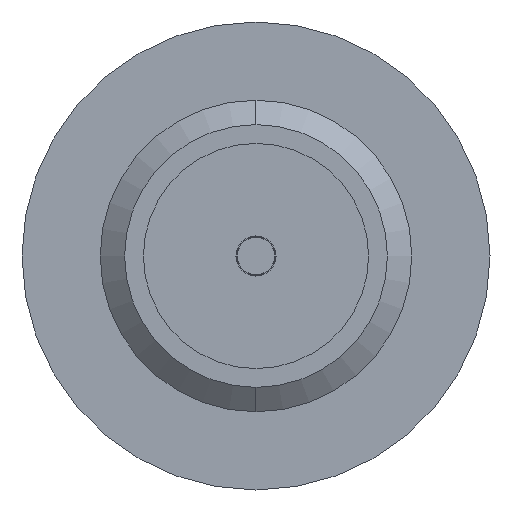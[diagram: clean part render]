
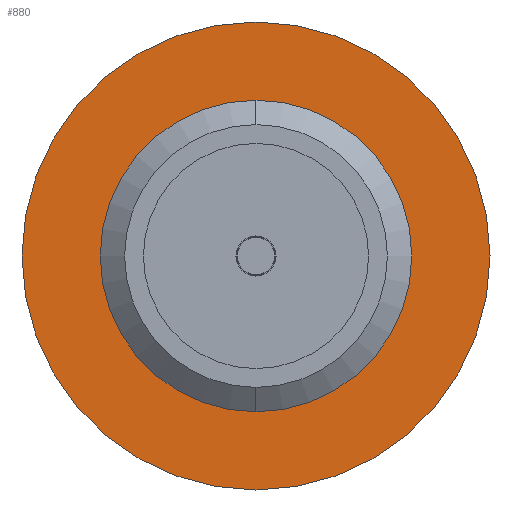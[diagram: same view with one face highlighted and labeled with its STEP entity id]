
A CAD part, left-side view. The second image highlights one B-rep face of the part: STEP entity #880.
In plain terms, the highlighted planar face has unit normal (-1, 0, 0).
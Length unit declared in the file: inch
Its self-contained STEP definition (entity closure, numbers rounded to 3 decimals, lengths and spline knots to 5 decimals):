
#215 = EDGE_CURVE ( 'NONE', #266, #265, #1140, .T. ) ;
#216 = VERTEX_POINT ( 'NONE', #1141 ) ;
#218 = VERTEX_POINT ( 'NONE', #1183 ) ;
#265 = VERTEX_POINT ( 'NONE', #1330 ) ;
#266 = VERTEX_POINT ( 'NONE', #1247 ) ;
#281 = EDGE_CURVE ( 'NONE', #218, #216, #1321, .T. ) ;
#655 = ORIENTED_EDGE ( 'NONE', *, *, #670, .F. ) ;
#657 = ORIENTED_EDGE ( 'NONE', *, *, #281, .F. ) ;
#669 = ORIENTED_EDGE ( 'NONE', *, *, #893, .F. ) ;
#670 = EDGE_CURVE ( 'NONE', #216, #218, #2008, .T. ) ;
#727 = EDGE_LOOP ( 'NONE', ( #669, #894 ) ) ;
#838 = EDGE_LOOP ( 'NONE', ( #655, #657 ) ) ;
#880 = ADVANCED_FACE ( 'NONE', ( #2132, #1981 ), #2133, .F. ) ;
#893 = EDGE_CURVE ( 'NONE', #265, #266, #2177, .T. ) ;
#894 = ORIENTED_EDGE ( 'NONE', *, *, #215, .F. ) ;
#1140 = CIRCLE ( 'NONE', #1144, 0.105 ) ;
#1141 = CARTESIAN_POINT ( 'NONE',  ( 0., 0., 0.187 ) ) ;
#1144 = AXIS2_PLACEMENT_3D ( 'NONE', #1186, #1185, #1184 ) ;
#1183 = CARTESIAN_POINT ( 'NONE',  ( 0., 0., -0.187 ) ) ;
#1184 = DIRECTION ( 'NONE',  ( 0., 0., -1. ) ) ;
#1185 = DIRECTION ( 'NONE',  ( -1., 0., 0. ) ) ;
#1186 = CARTESIAN_POINT ( 'NONE',  ( 0., 0., 0. ) ) ;
#1237 = DIRECTION ( 'NONE',  ( 0., 0., -1. ) ) ;
#1238 = DIRECTION ( 'NONE',  ( 1., 0., 0. ) ) ;
#1239 = CARTESIAN_POINT ( 'NONE',  ( 0., 0., 0. ) ) ;
#1242 = AXIS2_PLACEMENT_3D ( 'NONE', #1239, #1238, #1237 ) ;
#1247 = CARTESIAN_POINT ( 'NONE',  ( 0., 0., 0.105 ) ) ;
#1321 = CIRCLE ( 'NONE', #1242, 0.187 ) ;
#1330 = CARTESIAN_POINT ( 'NONE',  ( 0., 0., -0.105 ) ) ;
#1981 = FACE_BOUND ( 'NONE', #727, .T. ) ;
#2008 = CIRCLE ( 'NONE', #2016, 0.187 ) ;
#2015 = CARTESIAN_POINT ( 'NONE',  ( 0., 0., 0. ) ) ;
#2016 = AXIS2_PLACEMENT_3D ( 'NONE', #2015, #2089, #2088 ) ;
#2088 = DIRECTION ( 'NONE',  ( 0., 0., -1. ) ) ;
#2089 = DIRECTION ( 'NONE',  ( 1., 0., 0. ) ) ;
#2125 = AXIS2_PLACEMENT_3D ( 'NONE', #2173, #2172, #2171 ) ;
#2132 = FACE_OUTER_BOUND ( 'NONE', #838, .T. ) ;
#2133 = PLANE ( 'NONE',  #2125 ) ;
#2164 = DIRECTION ( 'NONE',  ( 0., 0., -1. ) ) ;
#2165 = AXIS2_PLACEMENT_3D ( 'NONE', #2168, #2169, #2164 ) ;
#2168 = CARTESIAN_POINT ( 'NONE',  ( 0., 0., 0. ) ) ;
#2169 = DIRECTION ( 'NONE',  ( -1., 0., 0. ) ) ;
#2171 = DIRECTION ( 'NONE',  ( 0., 0., -1. ) ) ;
#2172 = DIRECTION ( 'NONE',  ( 1., 0., 0. ) ) ;
#2173 = CARTESIAN_POINT ( 'NONE',  ( 0., 0., 0. ) ) ;
#2177 = CIRCLE ( 'NONE', #2165, 0.105 ) ;
